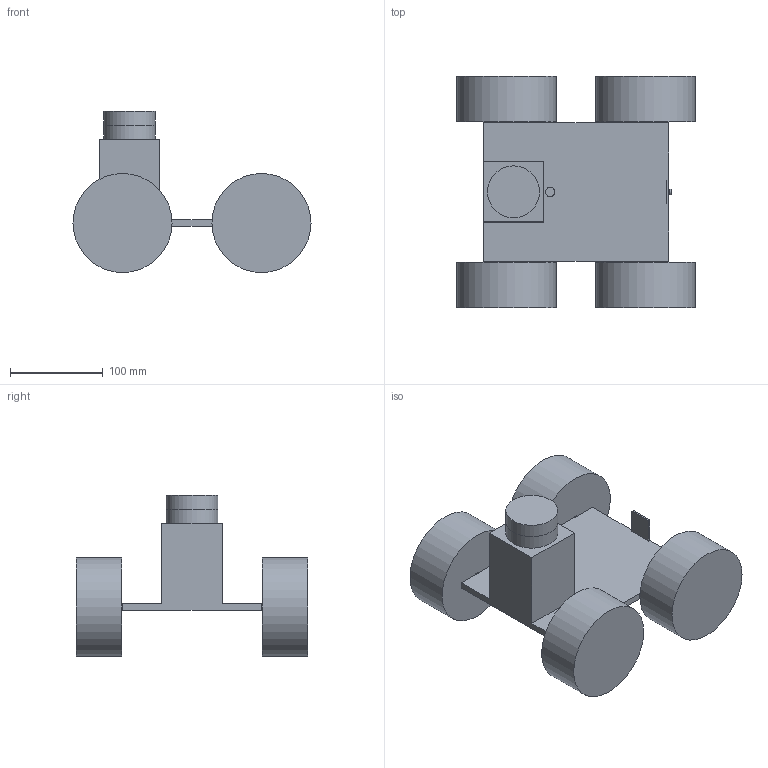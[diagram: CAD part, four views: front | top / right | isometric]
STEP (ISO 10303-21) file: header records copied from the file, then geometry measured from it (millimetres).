
FILE_DESCRIPTION(/* description */ (''),/* implementation_level */ '2;1');
FILE_NAME(/* name */ 'smt_model_gazebo.step',/* time_stamp */ '2023-06-14T09:44:36+02:00',/* author */ (''),/* organization */ (''),/* preprocessor_version */ 'ST-DEVELOPER v19.2',/* originating_system */ 'Autodesk Translation Framework v12.6.0.85',/* authorisation */ '');
FILE_SCHEMA (('AUTOMOTIVE_DESIGN { 1 0 10303 214 3 1 1 }'));
Length unit declared in the file: millimetre
Products named in the file (9): smt_model_gazebo; base_link; lidar; wheel_right_back; wheel_right_front; wheel_left_back; wheel_left_front; cam; IMU
Assembly tree (8 placements, depth 2):
  smt_model_gazebo
    base_link
    lidar
    wheel_right_back
    wheel_right_front
    wheel_left_back
    wheel_left_front
    cam
    IMU
Bounding box: 257 x 250 x 174 mm (x, y, z)
Volume: 2415897.5 mm3; surface area: 237528.2 mm2
Topology: 8 solids, 8 shells, 53 faces, 94 edges, 60 vertices
Faces by surface type: plane 39, cylinder 14
Full cylindrical faces by diameter (mm): 6 x2, 7 x4, 10 x2, 56 x2, 107 x4
Entity records: 1564 total; most frequent: DIRECTION 270, CARTESIAN_POINT 224, ORIENTED_EDGE 188, AXIS2_PLACEMENT_3D 106, EDGE_CURVE 94, VERTEX_POINT 60, LINE 58, VECTOR 58
